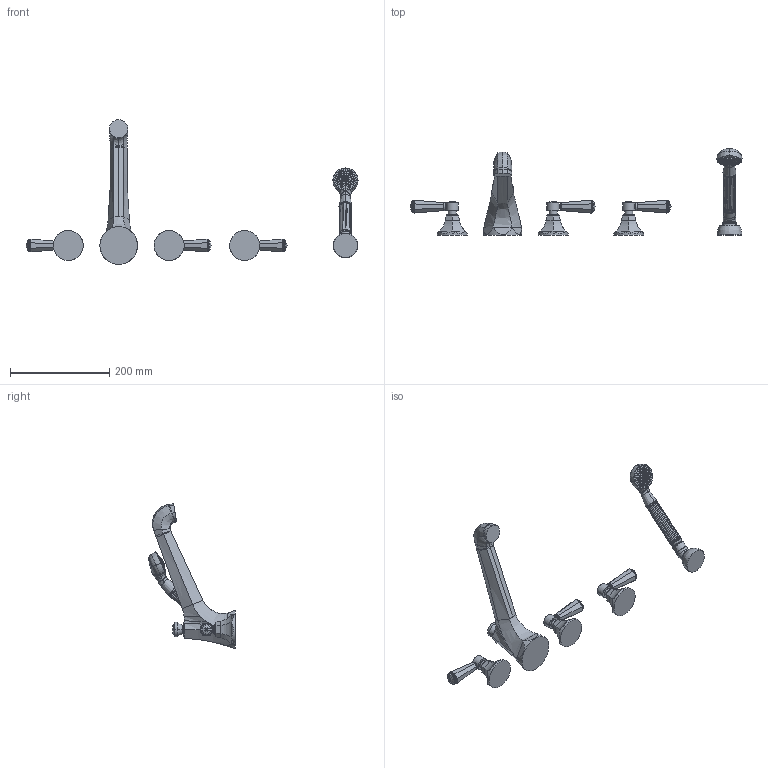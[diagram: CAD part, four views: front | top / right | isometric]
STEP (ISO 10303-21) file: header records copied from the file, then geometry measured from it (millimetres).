
FILE_DESCRIPTION((''),'2;1');
FILE_NAME('3-1237','2022-09-09T13:52:55',('rsmith'),(''),'CREO PARAMETRIC BY PTC INC, 2019352','CREO PARAMETRIC BY PTC INC, 2019352','');
FILE_SCHEMA(('CONFIG_CONTROL_DESIGN'));
Length unit declared in the file: inch
Products named in the file (1): 3-1237
Bounding box: 669.31 x 174.06 x 291.69 mm (x, y, z)
Volume: 970632.9 mm3; surface area: 136811.8 mm2
Topology: 6 solids, 6 shells, 913 faces, 2121 edges, 1237 vertices
Faces by surface type: plane 283, cylinder 282, bspline 193, torus 74, sphere 50, cone 31
Entity records: 45045 total; most frequent: CARTESIAN_POINT 25759, ORIENTED_EDGE 4222, DIRECTION 3491, EDGE_CURVE 2111, AXIS2_PLACEMENT_3D 1337, VERTEX_POINT 1237, EDGE_LOOP 1044, FACE_OUTER_BOUND 913
